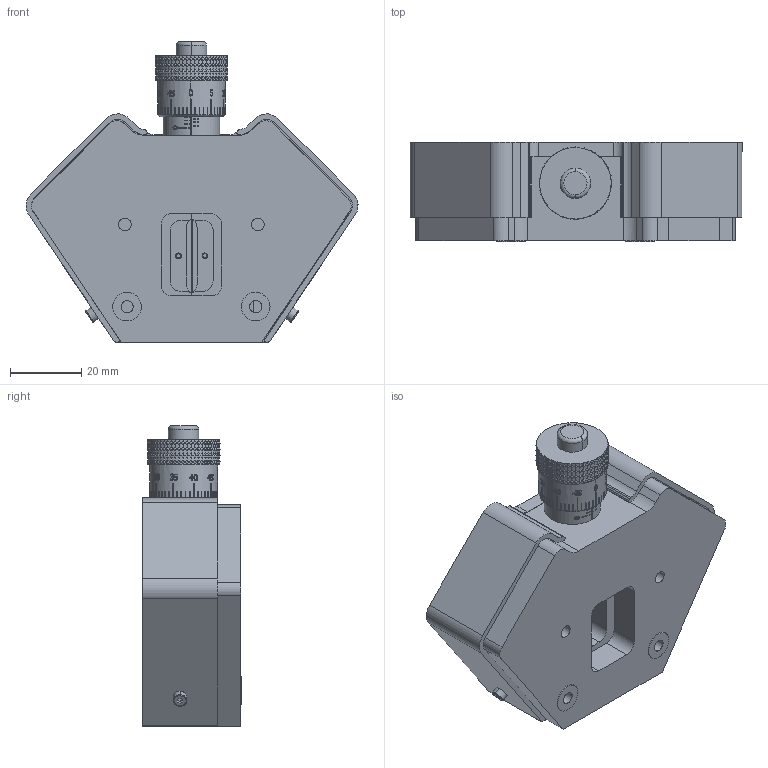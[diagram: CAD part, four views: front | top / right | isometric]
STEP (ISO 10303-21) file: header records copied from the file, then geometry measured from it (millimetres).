
FILE_DESCRIPTION(/* description */ (''),/* implementation_level */ '2;1');
FILE_NAME(/* name */ '04_AOS-0-4000',/* time_stamp */ '2025-04-10T11:38:47+03:00',/* author */ (''),/* organization */ (''),/* preprocessor_version */ 'ST-DEVELOPER v16.5',/* originating_system */ 'Rhino 7.34',/* authorisation */ '');
FILE_SCHEMA (('AUTOMOTIVE_DESIGN'));
Products named in the file (1): Document
Bounding box: 92.91 x 27.7 x 84.19 mm (x, y, z)
Volume: 90411.5 mm3; surface area: 53916 mm2
Topology: 47 solids, 47 shells, 3354 faces, 8713 edges, 5745 vertices
Faces by surface type: plane 2326, cylinder 547, bspline 481
Entity records: 111676 total; most frequent: CARTESIAN_POINT 49288, ORIENTED_EDGE 17266, EDGE_CURVE 8633, VERTEX_POINT 5745, B_SPLINE_CURVE_WITH_KNOTS 5532, EDGE_LOOP 3876, ADVANCED_FACE 3354, FACE_OUTER_BOUND 3354
